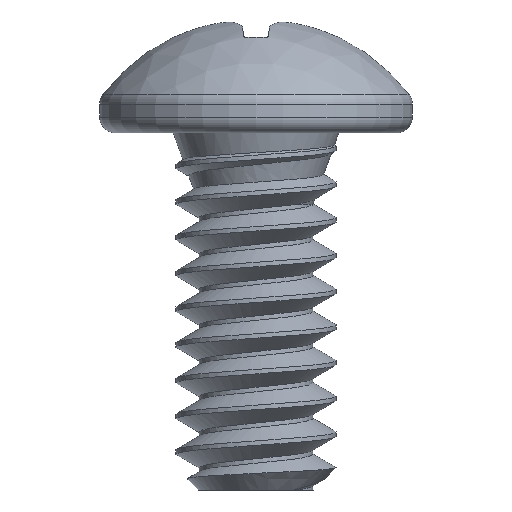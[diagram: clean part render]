
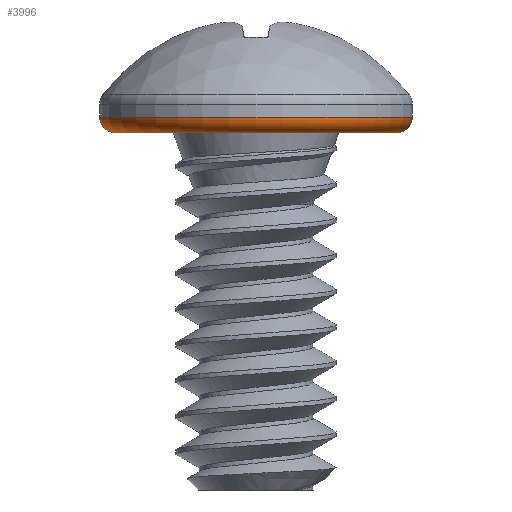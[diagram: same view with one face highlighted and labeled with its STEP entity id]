
A CAD part, left-side view. The second image highlights one B-rep face of the part: STEP entity #3996.
In plain terms, the highlighted toroidal (fillet/blend) face has major radius 2.503 mm and minor radius 0.278 mm.
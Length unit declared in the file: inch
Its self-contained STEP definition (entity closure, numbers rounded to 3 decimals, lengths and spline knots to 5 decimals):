
#3 = AXIS2_PLACEMENT_3D ( 'NONE', #3514, #712, #3500 ) ;
#41 = EDGE_CURVE ( 'NONE', #1375, #348, #743, .T. ) ;
#106 = CARTESIAN_POINT ( 'NONE',  ( 0., 0.09855, 0.085 ) ) ;
#224 = CARTESIAN_POINT ( 'NONE',  ( 0., 0., 0.085 ) ) ;
#230 = TOROIDAL_SURFACE ( 'NONE', #627, 0.09855, 0.01095 ) ;
#348 = VERTEX_POINT ( 'NONE', #2863 ) ;
#378 = DIRECTION ( 'NONE',  ( 0., 0., 1. ) ) ;
#394 = DIRECTION ( 'NONE',  ( 0., 1., 0. ) ) ;
#486 = EDGE_CURVE ( 'NONE', #1694, #348, #920, .T. ) ;
#537 = ORIENTED_EDGE ( 'NONE', *, *, #2117, .F. ) ;
#627 = AXIS2_PLACEMENT_3D ( 'NONE', #2157, #378, #1084 ) ;
#712 = DIRECTION ( 'NONE',  ( -1., 0., 0. ) ) ;
#743 = CIRCLE ( 'NONE', #2932, 0.1095 ) ;
#905 = DIRECTION ( 'NONE',  ( 0., 0., 1. ) ) ;
#920 = CIRCLE ( 'NONE', #3, 0.01095 ) ;
#1084 = DIRECTION ( 'NONE',  ( 0., -1., 0. ) ) ;
#1375 = VERTEX_POINT ( 'NONE', #1508 ) ;
#1390 = CARTESIAN_POINT ( 'NONE',  ( 0., 0., 0.09595 ) ) ;
#1508 = CARTESIAN_POINT ( 'NONE',  ( 0., 0.1095, 0.09595 ) ) ;
#1632 = ORIENTED_EDGE ( 'NONE', *, *, #3612, .T. ) ;
#1694 = VERTEX_POINT ( 'NONE', #4490 ) ;
#1808 = CIRCLE ( 'NONE', #1893, 0.09855 ) ;
#1893 = AXIS2_PLACEMENT_3D ( 'NONE', #224, #905, #3700 ) ;
#2057 = VERTEX_POINT ( 'NONE', #106 ) ;
#2117 = EDGE_CURVE ( 'NONE', #2057, #1375, #2557, .T. ) ;
#2143 = ORIENTED_EDGE ( 'NONE', *, *, #41, .F. ) ;
#2157 = CARTESIAN_POINT ( 'NONE',  ( 0., 0., 0.09595 ) ) ;
#2219 = DIRECTION ( 'NONE',  ( 1., 0., 0. ) ) ;
#2453 = DIRECTION ( 'NONE',  ( 0., 0., 1. ) ) ;
#2522 = CARTESIAN_POINT ( 'NONE',  ( 0., 0.09855, 0.09595 ) ) ;
#2557 = CIRCLE ( 'NONE', #4469, 0.01095 ) ;
#2863 = CARTESIAN_POINT ( 'NONE',  ( 0., -0.1095, 0.09595 ) ) ;
#2932 = AXIS2_PLACEMENT_3D ( 'NONE', #1390, #2453, #3878 ) ;
#2936 = FACE_OUTER_BOUND ( 'NONE', #3767, .T. ) ;
#3500 = DIRECTION ( 'NONE',  ( 0., 0., 1. ) ) ;
#3514 = CARTESIAN_POINT ( 'NONE',  ( 0., -0.09855, 0.09595 ) ) ;
#3612 = EDGE_CURVE ( 'NONE', #2057, #1694, #1808, .T. ) ;
#3700 = DIRECTION ( 'NONE',  ( 0., -1., 0. ) ) ;
#3767 = EDGE_LOOP ( 'NONE', ( #537, #1632, #4333, #2143 ) ) ;
#3878 = DIRECTION ( 'NONE',  ( 0., -1., 0. ) ) ;
#3996 = ADVANCED_FACE ( 'NONE', ( #2936 ), #230, .T. ) ;
#4333 = ORIENTED_EDGE ( 'NONE', *, *, #486, .T. ) ;
#4469 = AXIS2_PLACEMENT_3D ( 'NONE', #2522, #2219, #394 ) ;
#4490 = CARTESIAN_POINT ( 'NONE',  ( 0., -0.09855, 0.085 ) ) ;
